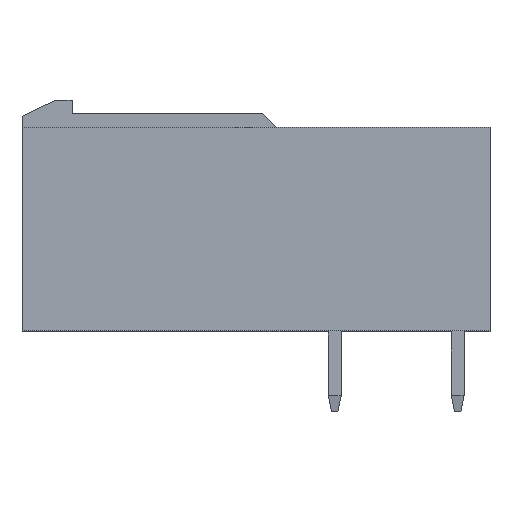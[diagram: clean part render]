
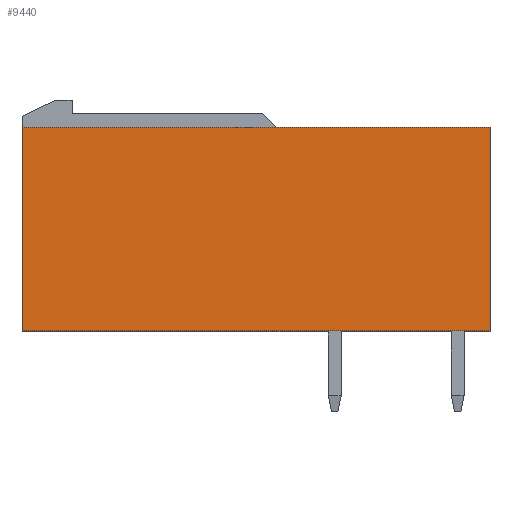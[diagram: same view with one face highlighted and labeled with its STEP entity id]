
A CAD part, top view. The second image highlights one B-rep face of the part: STEP entity #9440.
In plain terms, the highlighted planar face has unit normal (0, 0, 1).
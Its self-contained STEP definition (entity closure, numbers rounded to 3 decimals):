
#2064=DIRECTION('',(0.,-1.,0.));
#2065=VECTOR('',#2064,12.6);
#2066=CARTESIAN_POINT('',(65.5,12.7,-34.29));
#2067=LINE('',#2066,#2065);
#2068=DIRECTION('',(-1.,0.,0.));
#2069=VECTOR('',#2068,29.);
#2070=CARTESIAN_POINT('',(94.5,12.7,-34.29));
#2071=LINE('',#2070,#2069);
#2072=DIRECTION('',(0.,1.,0.));
#2073=VECTOR('',#2072,12.6);
#2074=CARTESIAN_POINT('',(94.5,0.1,-34.29));
#2075=LINE('',#2074,#2073);
#2076=DIRECTION('',(1.,0.,0.));
#2077=VECTOR('',#2076,29.);
#2078=CARTESIAN_POINT('',(65.5,0.1,-34.29));
#2079=LINE('',#2078,#2077);
#5434=CARTESIAN_POINT('',(65.5,0.1,-34.29));
#5435=VERTEX_POINT('',#5434);
#5436=CARTESIAN_POINT('',(65.5,12.7,-34.29));
#5437=VERTEX_POINT('',#5436);
#5500=CARTESIAN_POINT('',(94.5,12.7,-34.29));
#5501=VERTEX_POINT('',#5500);
#5502=CARTESIAN_POINT('',(94.5,0.1,-34.29));
#5503=VERTEX_POINT('',#5502);
#9428=CARTESIAN_POINT('',(79.99,6.4,-34.29));
#9429=DIRECTION('',(0.,0.,1.));
#9430=DIRECTION('',(0.,1.,0.));
#9431=AXIS2_PLACEMENT_3D('',#9428,#9429,#9430);
#9432=PLANE('',#9431);
#9433=ORIENTED_EDGE('',*,*,#6778,.F.);
#9434=ORIENTED_EDGE('',*,*,#8834,.F.);
#9435=ORIENTED_EDGE('',*,*,#8469,.F.);
#9437=ORIENTED_EDGE('',*,*,#9436,.F.);
#9438=EDGE_LOOP('',(#9433,#9434,#9435,#9437));
#9439=FACE_OUTER_BOUND('',#9438,.F.);
#6778=EDGE_CURVE('',#5437,#5435,#2067,.T.);
#8469=EDGE_CURVE('',#5503,#5501,#2075,.T.);
#8834=EDGE_CURVE('',#5501,#5437,#2071,.T.);
#9436=EDGE_CURVE('',#5435,#5503,#2079,.T.);
#9440=ADVANCED_FACE('',(#9439),#9432,.T.);
